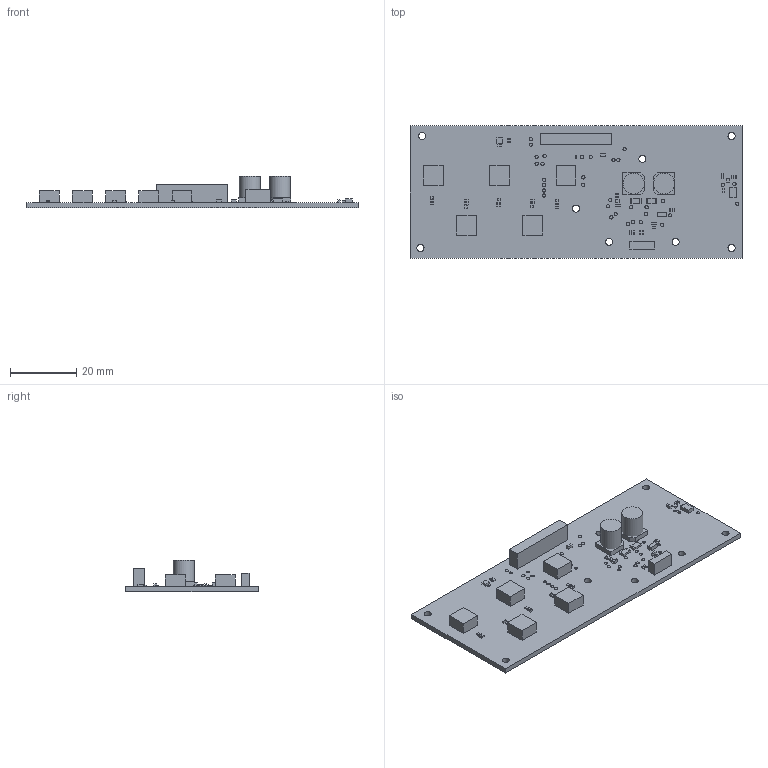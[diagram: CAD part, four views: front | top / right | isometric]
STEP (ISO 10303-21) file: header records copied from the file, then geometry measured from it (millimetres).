
FILE_DESCRIPTION(('Open CASCADE Model'),'2;1');
FILE_NAME('Open CASCADE Shape Model','2017-01-25T13:20:38',('Author'),( 'Open CASCADE'),'Open CASCADE STEP processor 6.8','Open CASCADE 6.8' ,'Unknown');
FILE_SCHEMA(('AUTOMOTIVE_DESIGN { 1 0 10303 214 1 1 1 1 }'));
Length unit declared in the file: millimetre
Products named in the file (138): PCB; Board; U1; 827876392; Extruded; U3; C1; 827874080; C3; 827875440; C5; 827875304; C6; 827876528; Cylinder; 827876664; C7; 1050617840; 827876800; C8; 827874216; C9; C10; 827874352; C11; C12; C13; C14; C15; D2; 827874488; D3; D4; D5; 827875984; D6; D7; J2; 827875712; Q1 ...
Assembly tree (201 placements, depth 4):
  PCB
    Board
    U1
      827876392
        Extruded
    U3
      827876392
        Extruded
    C1
      827874080
        Extruded
    C3
      827875440
        Extruded
    C5
      827875304
        Extruded
    C6
      827876528
        Cylinder
      827876664
        Extruded
    C7
      1050617840
        Cylinder
      827876800
        Extruded
    C8
      827874216
        Extruded
    C9
      827874216
        Extruded
    C10
      827874352
        Extruded
    C11
      827874352
        Extruded
    C12
      827874352
        Extruded
    C13
      827874352
        Extruded
    C14
      827874352
        Extruded
    C15
      827874352
        Extruded
    D2
      827874488
        Extruded
    D3
      827874488
        Extruded
    D4
      827874488
        Extruded
Bounding box: 100 x 40 x 9.57 mm (x, y, z)
Volume: 8033.4 mm3; surface area: 10735.9 mm2
Topology: 91 solids, 91 shells, 453 faces, 813 edges, 542 vertices
Faces by surface type: plane 410, cylinder 43
Full cylindrical faces by diameter (mm): 1 x33, 2.15 x8, 6.3 x2
Entity records: 7181 total; most frequent: DIRECTION 1050, CARTESIAN_POINT 868, ORIENTED_EDGE 612, AXIS2_PLACEMENT_3D 386, PRODUCT_DEFINITION_SHAPE 339, EDGE_CURVE 306, LINE 278, VECTOR 278
